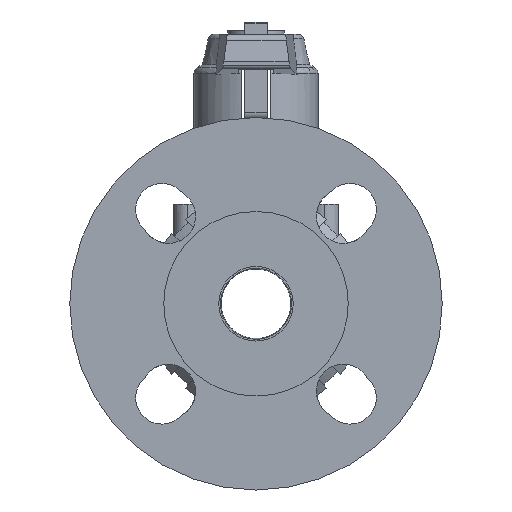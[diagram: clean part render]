
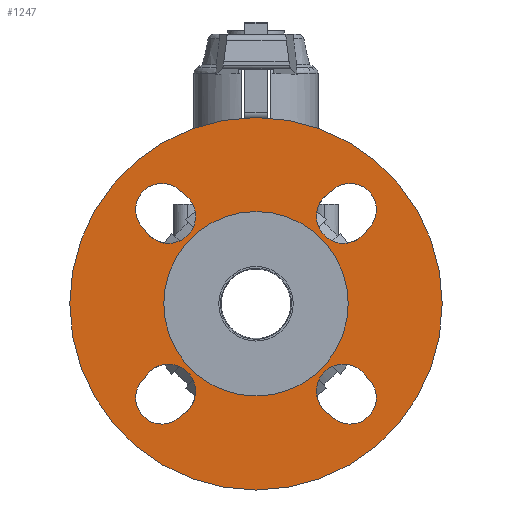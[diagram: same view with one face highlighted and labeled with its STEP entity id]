
A CAD part, left-side view. The second image highlights one B-rep face of the part: STEP entity #1247.
In plain terms, the highlighted planar face has unit normal (-1, 0, 0).
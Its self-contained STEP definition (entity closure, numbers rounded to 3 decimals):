
#1247=ADVANCED_FACE('',(#2744,#2745,#2746,#2747,#2748,#2749),#2750,.T.);
#2744=FACE_BOUND('',#4876,.T.);
#2745=FACE_BOUND('',#4877,.T.);
#2746=FACE_BOUND('',#4878,.T.);
#2747=FACE_BOUND('',#4879,.T.);
#2748=FACE_BOUND('',#4880,.T.);
#2749=FACE_OUTER_BOUND('',#4881,.T.);
#2750=PLANE('',#4882);
#4876=EDGE_LOOP('',(#8335,#8336,#8337,#8338,#8339));
#4877=EDGE_LOOP('',(#8340,#8341,#8342,#8343,#8344));
#4878=EDGE_LOOP('',(#8345,#8346,#8347,#8348,#8349));
#4879=EDGE_LOOP('',(#8350,#8351,#8352,#8353,#8354));
#4880=EDGE_LOOP('',(#8355,#8356));
#4881=EDGE_LOOP('',(#8357,#8358));
#4882=AXIS2_PLACEMENT_3D('',#8359,#8360,#8361);
#8335=ORIENTED_EDGE('',*,*,#12583,.T.);
#8336=ORIENTED_EDGE('',*,*,#12579,.T.);
#8337=ORIENTED_EDGE('',*,*,#12570,.T.);
#8338=ORIENTED_EDGE('',*,*,#12576,.T.);
#8339=ORIENTED_EDGE('',*,*,#12587,.T.);
#8340=ORIENTED_EDGE('',*,*,#12598,.T.);
#8341=ORIENTED_EDGE('',*,*,#12594,.T.);
#8342=ORIENTED_EDGE('',*,*,#12565,.T.);
#8343=ORIENTED_EDGE('',*,*,#12591,.T.);
#8344=ORIENTED_EDGE('',*,*,#12602,.T.);
#8345=ORIENTED_EDGE('',*,*,#12613,.T.);
#8346=ORIENTED_EDGE('',*,*,#12609,.T.);
#8347=ORIENTED_EDGE('',*,*,#12560,.T.);
#8348=ORIENTED_EDGE('',*,*,#12606,.T.);
#8349=ORIENTED_EDGE('',*,*,#12617,.T.);
#8350=ORIENTED_EDGE('',*,*,#12628,.T.);
#8351=ORIENTED_EDGE('',*,*,#12624,.T.);
#8352=ORIENTED_EDGE('',*,*,#12555,.T.);
#8353=ORIENTED_EDGE('',*,*,#12621,.T.);
#8354=ORIENTED_EDGE('',*,*,#12632,.T.);
#8355=ORIENTED_EDGE('',*,*,#12530,.F.);
#8356=ORIENTED_EDGE('',*,*,#12649,.F.);
#8357=ORIENTED_EDGE('',*,*,#12537,.T.);
#8358=ORIENTED_EDGE('',*,*,#12647,.T.);
#8359=CARTESIAN_POINT('',(-74.1,0.0,79.25));
#8360=DIRECTION('',(-1.0,0.0,0.0));
#8361=DIRECTION('',(0.0,0.0,1.0));
#12530=EDGE_CURVE('',#15129,#15132,#15133,.T.);
#12537=EDGE_CURVE('',#15139,#15143,#15145,.T.);
#12555=EDGE_CURVE('',#15177,#15174,#15178,.T.);
#12560=EDGE_CURVE('',#15186,#15183,#15187,.T.);
#12565=EDGE_CURVE('',#15195,#15192,#15196,.T.);
#12570=EDGE_CURVE('',#15204,#15201,#15205,.T.);
#12576=EDGE_CURVE('',#15201,#15212,#15214,.T.);
#12579=EDGE_CURVE('',#15218,#15204,#15219,.T.);
#12583=EDGE_CURVE('',#15224,#15218,#15225,.T.);
#12587=EDGE_CURVE('',#15212,#15224,#15229,.T.);
#12591=EDGE_CURVE('',#15192,#15233,#15235,.T.);
#12594=EDGE_CURVE('',#15239,#15195,#15240,.T.);
#12598=EDGE_CURVE('',#15245,#15239,#15246,.T.);
#12602=EDGE_CURVE('',#15233,#15245,#15250,.T.);
#12606=EDGE_CURVE('',#15183,#15254,#15256,.T.);
#12609=EDGE_CURVE('',#15260,#15186,#15261,.T.);
#12613=EDGE_CURVE('',#15266,#15260,#15267,.T.);
#12617=EDGE_CURVE('',#15254,#15266,#15271,.T.);
#12621=EDGE_CURVE('',#15174,#15275,#15277,.T.);
#12624=EDGE_CURVE('',#15281,#15177,#15282,.T.);
#12628=EDGE_CURVE('',#15287,#15281,#15288,.T.);
#12632=EDGE_CURVE('',#15275,#15287,#15292,.T.);
#12647=EDGE_CURVE('',#15143,#15139,#15307,.T.);
#12649=EDGE_CURVE('',#15132,#15129,#15309,.T.);
#15129=VERTEX_POINT('',#19677);
#15132=VERTEX_POINT('',#19681);
#15133=CIRCLE('',#19682,26.0);
#15139=VERTEX_POINT('',#19689);
#15143=VERTEX_POINT('',#19694);
#15145=CIRCLE('',#19697,52.5);
#15174=VERTEX_POINT('',#19732);
#15177=VERTEX_POINT('',#19736);
#15178=CIRCLE('',#19737,7.654);
#15183=VERTEX_POINT('',#19743);
#15186=VERTEX_POINT('',#19747);
#15187=CIRCLE('',#19748,7.654);
#15192=VERTEX_POINT('',#19754);
#15195=VERTEX_POINT('',#19758);
#15196=CIRCLE('',#19759,7.654);
#15201=VERTEX_POINT('',#19765);
#15204=VERTEX_POINT('',#19769);
#15205=CIRCLE('',#19770,7.654);
#15212=VERTEX_POINT('',#19778);
#15214=CIRCLE('',#19781,7.654);
#15218=VERTEX_POINT('',#19786);
#15219=LINE('',#19787,#19788);
#15224=VERTEX_POINT('',#19794);
#15225=CIRCLE('',#19795,7.404);
#15229=LINE('',#19801,#19802);
#15233=VERTEX_POINT('',#19806);
#15235=CIRCLE('',#19809,7.654);
#15239=VERTEX_POINT('',#19814);
#15240=LINE('',#19815,#19816);
#15245=VERTEX_POINT('',#19822);
#15246=CIRCLE('',#19823,7.404);
#15250=LINE('',#19829,#19830);
#15254=VERTEX_POINT('',#19834);
#15256=CIRCLE('',#19837,7.654);
#15260=VERTEX_POINT('',#19842);
#15261=LINE('',#19843,#19844);
#15266=VERTEX_POINT('',#19850);
#15267=CIRCLE('',#19851,7.404);
#15271=LINE('',#19857,#19858);
#15275=VERTEX_POINT('',#19862);
#15277=CIRCLE('',#19865,7.654);
#15281=VERTEX_POINT('',#19870);
#15282=LINE('',#19871,#19872);
#15287=VERTEX_POINT('',#19878);
#15288=CIRCLE('',#19879,7.404);
#15292=LINE('',#19885,#19886);
#15307=CIRCLE('',#19901,52.5);
#15309=CIRCLE('',#19903,26.0);
#19677=CARTESIAN_POINT('',(-74.1,0.0,66.0));
#19681=CARTESIAN_POINT('',(-74.1,0.,14.0));
#19682=AXIS2_PLACEMENT_3D('',#25130,#25131,#25132);
#19689=CARTESIAN_POINT('',(-74.1,0.0,92.5));
#19694=CARTESIAN_POINT('',(-74.1,0.,-12.5));
#19697=AXIS2_PLACEMENT_3D('',#25142,#25143,#25144);
#19732=CARTESIAN_POINT('',(-74.1,29.545,58.771));
#19736=CARTESIAN_POINT('',(-74.1,19.811,70.586));
#19737=AXIS2_PLACEMENT_3D('',#25170,#25171,#25172);
#19743=CARTESIAN_POINT('',(-74.1,-18.771,69.545));
#19747=CARTESIAN_POINT('',(-74.1,-30.586,59.811));
#19748=AXIS2_PLACEMENT_3D('',#25178,#25179,#25180);
#19754=CARTESIAN_POINT('',(-74.1,-29.545,21.229));
#19758=CARTESIAN_POINT('',(-74.1,-19.811,9.414));
#19759=AXIS2_PLACEMENT_3D('',#25186,#25187,#25188);
#19765=CARTESIAN_POINT('',(-74.1,18.771,10.455));
#19769=CARTESIAN_POINT('',(-74.1,30.586,20.189));
#19770=AXIS2_PLACEMENT_3D('',#25194,#25195,#25196);
#19778=CARTESIAN_POINT('',(-74.1,19.811,9.414));
#19781=AXIS2_PLACEMENT_3D('',#25205,#25206,#25207);
#19786=CARTESIAN_POINT('',(-74.1,32.231,18.191));
#19787=CARTESIAN_POINT('',(-74.1,10.322,44.786));
#19788=VECTOR('',#25209,1.0);
#19794=CARTESIAN_POINT('',(-74.1,21.809,7.769));
#19795=AXIS2_PLACEMENT_3D('',#25214,#25215,#25216);
#19801=CARTESIAN_POINT('',(-74.1,-2.726,27.981));
#19802=VECTOR('',#25219,1.0);
#19806=CARTESIAN_POINT('',(-74.1,-30.586,20.189));
#19809=AXIS2_PLACEMENT_3D('',#25224,#25225,#25226);
#19814=CARTESIAN_POINT('',(-74.1,-21.809,7.769));
#19815=CARTESIAN_POINT('',(-74.1,2.726,27.981));
#19816=VECTOR('',#25228,1.0);
#19822=CARTESIAN_POINT('',(-74.1,-32.231,18.191));
#19823=AXIS2_PLACEMENT_3D('',#25233,#25234,#25235);
#19829=CARTESIAN_POINT('',(-74.1,-10.322,44.786));
#19830=VECTOR('',#25238,1.0);
#19834=CARTESIAN_POINT('',(-74.1,-19.811,70.586));
#19837=AXIS2_PLACEMENT_3D('',#25243,#25244,#25245);
#19842=CARTESIAN_POINT('',(-74.1,-32.231,61.809));
#19843=CARTESIAN_POINT('',(-74.1,-29.584,58.596));
#19844=VECTOR('',#25247,1.0);
#19850=CARTESIAN_POINT('',(-74.1,-21.809,72.231));
#19851=AXIS2_PLACEMENT_3D('',#25252,#25253,#25254);
#19857=CARTESIAN_POINT('',(-74.1,-16.536,67.887));
#19858=VECTOR('',#25257,1.0);
#19862=CARTESIAN_POINT('',(-74.1,30.586,59.811));
#19865=AXIS2_PLACEMENT_3D('',#25262,#25263,#25264);
#19870=CARTESIAN_POINT('',(-74.1,21.809,72.231));
#19871=CARTESIAN_POINT('',(-74.1,16.536,67.887));
#19872=VECTOR('',#25266,1.0);
#19878=CARTESIAN_POINT('',(-74.1,32.231,61.809));
#19879=AXIS2_PLACEMENT_3D('',#25271,#25272,#25273);
#19885=CARTESIAN_POINT('',(-74.1,29.584,58.596));
#19886=VECTOR('',#25276,1.0);
#19901=AXIS2_PLACEMENT_3D('',#25298,#25299,#25300);
#19903=AXIS2_PLACEMENT_3D('',#25301,#25302,#25303);
#25130=CARTESIAN_POINT('',(-74.1,0.0,40.0));
#25131=DIRECTION('',(-1.0,0.0,0.0));
#25132=DIRECTION('',(0.0,0.0,1.0));
#25142=CARTESIAN_POINT('',(-74.1,0.0,40.0));
#25143=DIRECTION('',(-1.0,0.0,0.0));
#25144=DIRECTION('',(0.0,0.0,1.0));
#25170=CARTESIAN_POINT('',(-74.1,24.678,64.678));
#25171=DIRECTION('',(1.0,0.0,-0.0));
#25172=DIRECTION('',(0.0,-0.636,0.772));
#25178=CARTESIAN_POINT('',(-74.1,-24.678,64.678));
#25179=DIRECTION('',(1.0,0.0,0.0));
#25180=DIRECTION('',(0.0,-0.772,-0.636));
#25186=CARTESIAN_POINT('',(-74.1,-24.678,15.322));
#25187=DIRECTION('',(1.0,-0.0,0.0));
#25188=DIRECTION('',(0.0,0.636,-0.772));
#25194=CARTESIAN_POINT('',(-74.1,24.678,15.322));
#25195=DIRECTION('',(1.0,0.0,-0.0));
#25196=DIRECTION('',(0.0,0.772,0.636));
#25205=CARTESIAN_POINT('',(-74.1,24.678,15.322));
#25206=DIRECTION('',(1.0,0.0,-0.0));
#25207=DIRECTION('',(0.0,0.772,0.636));
#25209=DIRECTION('',(0.0,-0.636,0.772));
#25214=CARTESIAN_POINT('',(-74.1,26.517,13.483));
#25215=DIRECTION('',(1.0,0.0,0.0));
#25216=DIRECTION('',(0.0,-0.636,-0.772));
#25219=DIRECTION('',(0.0,0.772,-0.636));
#25224=CARTESIAN_POINT('',(-74.1,-24.678,15.322));
#25225=DIRECTION('',(1.0,-0.0,0.0));
#25226=DIRECTION('',(0.0,0.636,-0.772));
#25228=DIRECTION('',(0.0,0.772,0.636));
#25233=CARTESIAN_POINT('',(-74.1,-26.517,13.483));
#25234=DIRECTION('',(1.0,0.0,-0.0));
#25235=DIRECTION('',(0.0,-0.772,0.636));
#25238=DIRECTION('',(-0.0,-0.636,-0.772));
#25243=CARTESIAN_POINT('',(-74.1,-24.678,64.678));
#25244=DIRECTION('',(1.0,0.0,0.0));
#25245=DIRECTION('',(0.0,-0.772,-0.636));
#25247=DIRECTION('',(0.0,0.636,-0.772));
#25252=CARTESIAN_POINT('',(-74.1,-26.517,66.517));
#25253=DIRECTION('',(1.0,0.0,-0.0));
#25254=DIRECTION('',(0.0,0.636,0.772));
#25257=DIRECTION('',(0.0,-0.772,0.636));
#25262=CARTESIAN_POINT('',(-74.1,24.678,64.678));
#25263=DIRECTION('',(1.0,0.0,-0.0));
#25264=DIRECTION('',(0.0,-0.636,0.772));
#25266=DIRECTION('',(-0.0,-0.772,-0.636));
#25271=CARTESIAN_POINT('',(-74.1,26.517,66.517));
#25272=DIRECTION('',(1.0,-0.0,0.0));
#25273=DIRECTION('',(0.0,0.772,-0.636));
#25276=DIRECTION('',(0.0,0.636,0.772));
#25298=CARTESIAN_POINT('',(-74.1,0.0,40.0));
#25299=DIRECTION('',(-1.0,0.0,0.0));
#25300=DIRECTION('',(0.0,0.0,1.0));
#25301=CARTESIAN_POINT('',(-74.1,0.0,40.0));
#25302=DIRECTION('',(-1.0,0.0,0.0));
#25303=DIRECTION('',(0.0,0.0,1.0));
